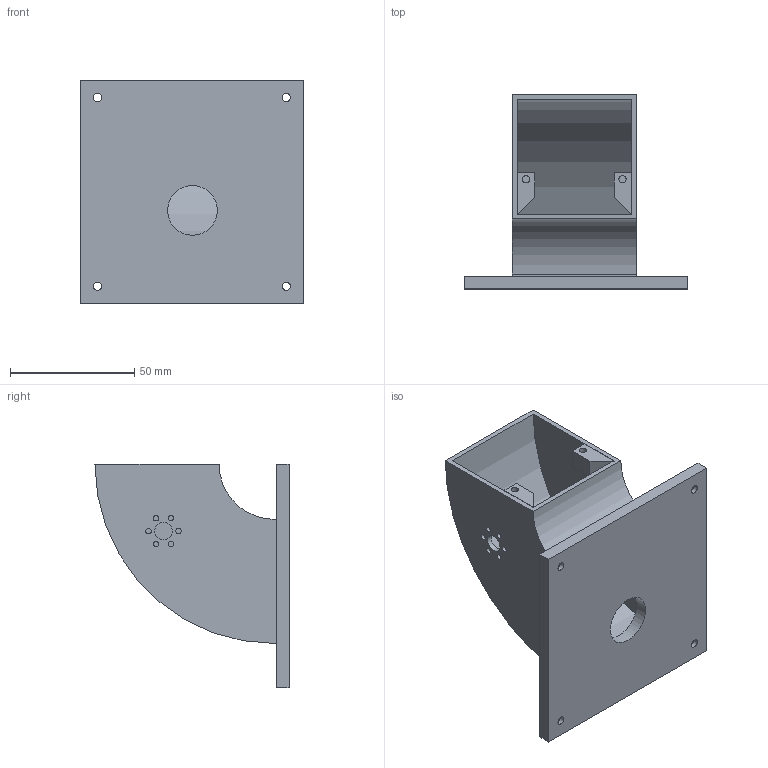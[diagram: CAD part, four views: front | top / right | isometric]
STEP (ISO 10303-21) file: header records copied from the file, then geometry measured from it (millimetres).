
FILE_DESCRIPTION(/* description */ (''),/* implementation_level */ '2;1');
FILE_NAME(/* name */ 'Lid.step',/* time_stamp */ '2024-04-17T21:38:20-04:00',/* author */ (''),/* organization */ (''),/* preprocessor_version */ 'ST-DEVELOPER v20',/* originating_system */ 'Autodesk Translation Framework v12.20.1.177',/* authorisation */ '');
FILE_SCHEMA (('AUTOMOTIVE_DESIGN { 1 0 10303 214 3 1 1 }'));
Length unit declared in the file: millimetre
Products named in the file (1): Lid
Bounding box: 90.08 x 78.17 x 89.99 mm (x, y, z)
Volume: 68656.9 mm3; surface area: 48886.8 mm2
Topology: 4 solids, 4 shells, 68 faces, 156 edges, 104 vertices
Faces by surface type: plane 44, cylinder 24
Full cylindrical faces by diameter (mm): 2.2 x6, 2.9 x4, 3.3 x4, 6 x4, 7 x1, 20 x1
Entity records: 2018 total; most frequent: DIRECTION 342, CARTESIAN_POINT 329, ORIENTED_EDGE 312, EDGE_CURVE 156, AXIS2_PLACEMENT_3D 117, LINE 108, VECTOR 108, EDGE_LOOP 106
